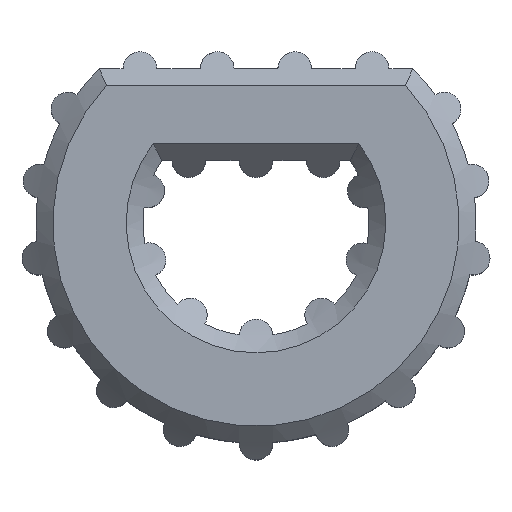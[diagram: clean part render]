
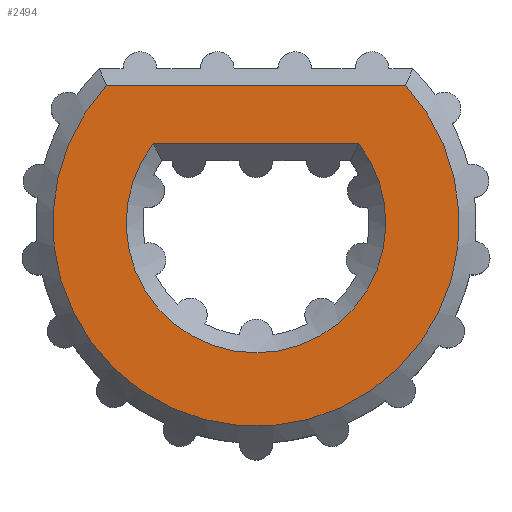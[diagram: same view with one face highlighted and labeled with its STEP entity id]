
A CAD part, top view. The second image highlights one B-rep face of the part: STEP entity #2494.
In plain terms, the highlighted planar face has unit normal (0, 0, 1).
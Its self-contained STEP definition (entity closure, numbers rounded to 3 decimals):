
#982 = VERTEX_POINT('',#983);
#983 = CARTESIAN_POINT('',(-4.444,4.09,3.25));
#992 = EDGE_CURVE('',#982,#993,#995,.T.);
#993 = VERTEX_POINT('',#994);
#994 = CARTESIAN_POINT('',(4.444,4.09,3.25));
#995 = CIRCLE('',#996,6.04);
#996 = AXIS2_PLACEMENT_3D('',#997,#998,#999);
#997 = CARTESIAN_POINT('',(0.,0.,3.25));
#998 = DIRECTION('',(0.,0.,1.));
#999 = DIRECTION('',(-0.736,0.677,0.));
#2373 = EDGE_CURVE('',#982,#993,#2374,.T.);
#2374 = LINE('',#2375,#2376);
#2375 = CARTESIAN_POINT('',(-4.444,4.09,3.25));
#2376 = VECTOR('',#2377,1.);
#2377 = DIRECTION('',(1.,0.,0.));
#2494 = ADVANCED_FACE('',(#2495,#2499),#2518,.T.);
#2495 = FACE_BOUND('',#2496,.T.);
#2496 = EDGE_LOOP('',(#2497,#2498));
#2497 = ORIENTED_EDGE('',*,*,#2373,.F.);
#2498 = ORIENTED_EDGE('',*,*,#992,.T.);
#2499 = FACE_BOUND('',#2500,.T.);
#2500 = EDGE_LOOP('',(#2501,#2512));
#2501 = ORIENTED_EDGE('',*,*,#2502,.F.);
#2502 = EDGE_CURVE('',#2503,#2505,#2507,.T.);
#2503 = VERTEX_POINT('',#2504);
#2504 = CARTESIAN_POINT('',(-3.055,2.36,3.25));
#2505 = VERTEX_POINT('',#2506);
#2506 = CARTESIAN_POINT('',(3.055,2.36,3.25));
#2507 = CIRCLE('',#2508,3.86);
#2508 = AXIS2_PLACEMENT_3D('',#2509,#2510,#2511);
#2509 = CARTESIAN_POINT('',(0.,0.,3.25));
#2510 = DIRECTION('',(0.,0.,1.));
#2511 = DIRECTION('',(-0.791,0.611,0.));
#2512 = ORIENTED_EDGE('',*,*,#2513,.T.);
#2513 = EDGE_CURVE('',#2503,#2505,#2514,.T.);
#2514 = LINE('',#2515,#2516);
#2515 = CARTESIAN_POINT('',(-3.055,2.36,3.25));
#2516 = VECTOR('',#2517,1.);
#2517 = DIRECTION('',(1.,0.,0.));
#2518 = PLANE('',#2519);
#2519 = AXIS2_PLACEMENT_3D('',#2520,#2521,#2522);
#2520 = CARTESIAN_POINT('',(0.036,-0.495,3.25));
#2521 = DIRECTION('',(0.,0.,1.));
#2522 = DIRECTION('',(1.,0.,0.));
